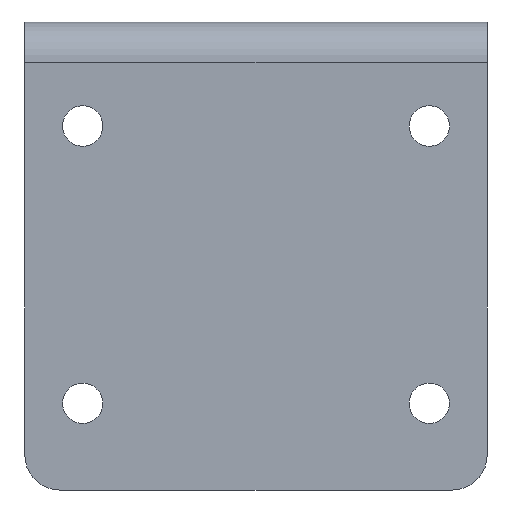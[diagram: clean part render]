
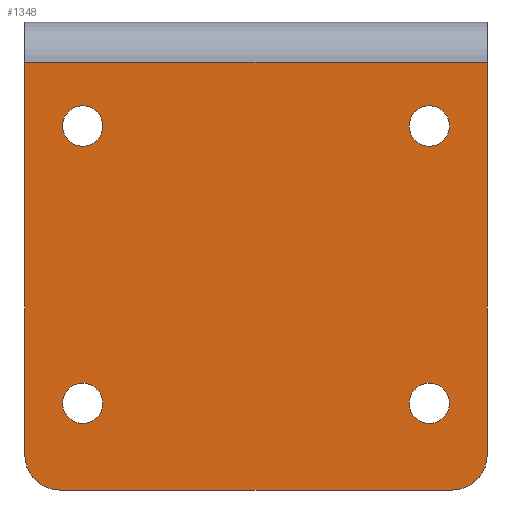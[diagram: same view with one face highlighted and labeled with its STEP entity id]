
A CAD part, front view. The second image highlights one B-rep face of the part: STEP entity #1348.
In plain terms, the highlighted planar face has unit normal (0, -1, 0).
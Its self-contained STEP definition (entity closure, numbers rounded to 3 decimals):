
#8 = VERTEX_POINT ( 'NONE', #836 ) ;
#13 = EDGE_CURVE ( 'NONE', #633, #690, #332, .T. ) ;
#14 = DIRECTION ( 'NONE',  ( 0., -1., 0. ) ) ;
#30 = ORIENTED_EDGE ( 'NONE', *, *, #872, .T. ) ;
#32 = VERTEX_POINT ( 'NONE', #816 ) ;
#38 = EDGE_CURVE ( 'NONE', #638, #168, #534, .T. ) ;
#43 = CIRCLE ( 'NONE', #376, 1.75 ) ;
#44 = DIRECTION ( 'NONE',  ( 0., -1., 0. ) ) ;
#50 = CARTESIAN_POINT ( 'NONE',  ( -17., -2., -20.25 ) ) ;
#61 = DIRECTION ( 'NONE',  ( -1., 0., 0. ) ) ;
#97 = ORIENTED_EDGE ( 'NONE', *, *, #432, .F. ) ;
#99 = EDGE_CURVE ( 'NONE', #370, #32, #916, .T. ) ;
#104 = CIRCLE ( 'NONE', #626, 3. ) ;
#121 = CARTESIAN_POINT ( 'NONE',  ( -15., -2., -12.75 ) ) ;
#122 = ORIENTED_EDGE ( 'NONE', *, *, #38, .F. ) ;
#132 = FACE_OUTER_BOUND ( 'NONE', #558, .T. ) ;
#134 = DIRECTION ( 'NONE',  ( 0., 0., 1. ) ) ;
#168 = VERTEX_POINT ( 'NONE', #1238 ) ;
#179 = CARTESIAN_POINT ( 'NONE',  ( -20., -2., -20.25 ) ) ;
#188 = EDGE_CURVE ( 'NONE', #547, #203, #842, .T. ) ;
#198 = ORIENTED_EDGE ( 'NONE', *, *, #749, .T. ) ;
#203 = VERTEX_POINT ( 'NONE', #1049 ) ;
#234 = LINE ( 'NONE', #801, #978 ) ;
#242 = CARTESIAN_POINT ( 'NONE',  ( -15., -2., 13. ) ) ;
#246 = CARTESIAN_POINT ( 'NONE',  ( 15., -2., 11.25 ) ) ;
#259 = CARTESIAN_POINT ( 'NONE',  ( 15., -2., -12.75 ) ) ;
#264 = CARTESIAN_POINT ( 'NONE',  ( 15., -2., -12.75 ) ) ;
#270 = VECTOR ( 'NONE', #440, 1000. ) ;
#282 = CARTESIAN_POINT ( 'NONE',  ( 15., -2., 11.25 ) ) ;
#299 = VERTEX_POINT ( 'NONE', #317 ) ;
#317 = CARTESIAN_POINT ( 'NONE',  ( -20., -2., -17.25 ) ) ;
#318 = ORIENTED_EDGE ( 'NONE', *, *, #1126, .F. ) ;
#332 = CIRCLE ( 'NONE', #1112, 1.75 ) ;
#340 = DIRECTION ( 'NONE',  ( 0., 1., 0. ) ) ;
#346 = FACE_BOUND ( 'NONE', #1334, .T. ) ;
#351 = FACE_BOUND ( 'NONE', #634, .T. ) ;
#370 = VERTEX_POINT ( 'NONE', #1288 ) ;
#376 = AXIS2_PLACEMENT_3D ( 'NONE', #282, #819, #619 ) ;
#382 = DIRECTION ( 'NONE',  ( 0., 0., 1. ) ) ;
#401 = AXIS2_PLACEMENT_3D ( 'NONE', #707, #488, #382 ) ;
#411 = CARTESIAN_POINT ( 'NONE',  ( 15., -2., 13. ) ) ;
#432 = EDGE_CURVE ( 'NONE', #32, #370, #977, .T. ) ;
#440 = DIRECTION ( 'NONE',  ( 0., 0., 1. ) ) ;
#453 = EDGE_CURVE ( 'NONE', #690, #633, #937, .T. ) ;
#469 = ORIENTED_EDGE ( 'NONE', *, *, #99, .F. ) ;
#473 = DIRECTION ( 'NONE',  ( 0., -1., 0. ) ) ;
#478 = DIRECTION ( 'NONE',  ( 0., 0., -1. ) ) ;
#488 = DIRECTION ( 'NONE',  ( 0., -1., 0. ) ) ;
#494 = DIRECTION ( 'NONE',  ( 0., 0., -1. ) ) ;
#516 = VECTOR ( 'NONE', #61, 1000. ) ;
#520 = CARTESIAN_POINT ( 'NONE',  ( 15., -2., -11. ) ) ;
#528 = VERTEX_POINT ( 'NONE', #1211 ) ;
#534 = CIRCLE ( 'NONE', #688, 1.75 ) ;
#543 = ORIENTED_EDGE ( 'NONE', *, *, #1035, .F. ) ;
#547 = VERTEX_POINT ( 'NONE', #814 ) ;
#548 = LINE ( 'NONE', #1076, #270 ) ;
#556 = DIRECTION ( 'NONE',  ( 0., -1., 0. ) ) ;
#558 = EDGE_LOOP ( 'NONE', ( #1069, #30, #967, #810, #981, #198 ) ) ;
#567 = VERTEX_POINT ( 'NONE', #50 ) ;
#606 = EDGE_CURVE ( 'NONE', #168, #638, #43, .T. ) ;
#615 = CARTESIAN_POINT ( 'NONE',  ( 20., -2., 16.75 ) ) ;
#619 = DIRECTION ( 'NONE',  ( 0., 0., -1. ) ) ;
#626 = AXIS2_PLACEMENT_3D ( 'NONE', #672, #997, #134 ) ;
#633 = VERTEX_POINT ( 'NONE', #520 ) ;
#634 = EDGE_LOOP ( 'NONE', ( #931, #1275 ) ) ;
#638 = VERTEX_POINT ( 'NONE', #411 ) ;
#672 = CARTESIAN_POINT ( 'NONE',  ( 17., -2., -17.25 ) ) ;
#688 = AXIS2_PLACEMENT_3D ( 'NONE', #246, #909, #494 ) ;
#690 = VERTEX_POINT ( 'NONE', #1153 ) ;
#707 = CARTESIAN_POINT ( 'NONE',  ( -15., -2., 11.25 ) ) ;
#715 = AXIS2_PLACEMENT_3D ( 'NONE', #880, #14, #1285 ) ;
#730 = AXIS2_PLACEMENT_3D ( 'NONE', #915, #44, #1340 ) ;
#749 = EDGE_CURVE ( 'NONE', #299, #567, #1247, .T. ) ;
#769 = CARTESIAN_POINT ( 'NONE',  ( 0., -2., 0. ) ) ;
#774 = PLANE ( 'NONE',  #1228 ) ;
#786 = EDGE_LOOP ( 'NONE', ( #823, #122 ) ) ;
#798 = DIRECTION ( 'NONE',  ( 0., 0., -1. ) ) ;
#801 = CARTESIAN_POINT ( 'NONE',  ( 20., -2., -20.25 ) ) ;
#810 = ORIENTED_EDGE ( 'NONE', *, *, #188, .T. ) ;
#814 = CARTESIAN_POINT ( 'NONE',  ( 20., -2., 16.75 ) ) ;
#816 = CARTESIAN_POINT ( 'NONE',  ( -15., -2., -14.5 ) ) ;
#819 = DIRECTION ( 'NONE',  ( 0., -1., 0. ) ) ;
#820 = DIRECTION ( 'NONE',  ( -1., 0., 0. ) ) ;
#823 = ORIENTED_EDGE ( 'NONE', *, *, #606, .F. ) ;
#836 = CARTESIAN_POINT ( 'NONE',  ( -15., -2., 9.5 ) ) ;
#842 = LINE ( 'NONE', #615, #1137 ) ;
#861 = VERTEX_POINT ( 'NONE', #242 ) ;
#872 = EDGE_CURVE ( 'NONE', #528, #1349, #104, .T. ) ;
#880 = CARTESIAN_POINT ( 'NONE',  ( -17., -2., -17.25 ) ) ;
#895 = EDGE_CURVE ( 'NONE', #547, #1349, #234, .T. ) ;
#909 = DIRECTION ( 'NONE',  ( 0., -1., 0. ) ) ;
#915 = CARTESIAN_POINT ( 'NONE',  ( -15., -2., -12.75 ) ) ;
#916 = CIRCLE ( 'NONE', #730, 1.75 ) ;
#931 = ORIENTED_EDGE ( 'NONE', *, *, #453, .F. ) ;
#937 = CIRCLE ( 'NONE', #1180, 1.75 ) ;
#953 = EDGE_LOOP ( 'NONE', ( #97, #469 ) ) ;
#967 = ORIENTED_EDGE ( 'NONE', *, *, #895, .F. ) ;
#976 = DIRECTION ( 'NONE',  ( 0., 0., 1. ) ) ;
#977 = CIRCLE ( 'NONE', #1157, 1.75 ) ;
#978 = VECTOR ( 'NONE', #1104, 1000. ) ;
#981 = ORIENTED_EDGE ( 'NONE', *, *, #1199, .F. ) ;
#997 = DIRECTION ( 'NONE',  ( 0., -1., 0. ) ) ;
#1003 = FACE_BOUND ( 'NONE', #786, .T. ) ;
#1031 = LINE ( 'NONE', #179, #516 ) ;
#1035 = EDGE_CURVE ( 'NONE', #8, #861, #1073, .T. ) ;
#1049 = CARTESIAN_POINT ( 'NONE',  ( -20., -2., 16.75 ) ) ;
#1069 = ORIENTED_EDGE ( 'NONE', *, *, #1114, .F. ) ;
#1073 = CIRCLE ( 'NONE', #401, 1.75 ) ;
#1076 = CARTESIAN_POINT ( 'NONE',  ( -20., -2., -20.25 ) ) ;
#1097 = CARTESIAN_POINT ( 'NONE',  ( 20., -2., -17.25 ) ) ;
#1104 = DIRECTION ( 'NONE',  ( 0., 0., -1. ) ) ;
#1112 = AXIS2_PLACEMENT_3D ( 'NONE', #259, #473, #798 ) ;
#1114 = EDGE_CURVE ( 'NONE', #528, #567, #1031, .T. ) ;
#1122 = DIRECTION ( 'NONE',  ( 0., -1., 0. ) ) ;
#1126 = EDGE_CURVE ( 'NONE', #861, #8, #1141, .T. ) ;
#1137 = VECTOR ( 'NONE', #820, 1000. ) ;
#1140 = DIRECTION ( 'NONE',  ( 0., 0., 1. ) ) ;
#1141 = CIRCLE ( 'NONE', #1318, 1.75 ) ;
#1153 = CARTESIAN_POINT ( 'NONE',  ( 15., -2., -14.5 ) ) ;
#1157 = AXIS2_PLACEMENT_3D ( 'NONE', #121, #556, #976 ) ;
#1180 = AXIS2_PLACEMENT_3D ( 'NONE', #264, #1122, #478 ) ;
#1199 = EDGE_CURVE ( 'NONE', #299, #203, #548, .T. ) ;
#1211 = CARTESIAN_POINT ( 'NONE',  ( 17., -2., -20.25 ) ) ;
#1218 = DIRECTION ( 'NONE',  ( 0., 0., 1. ) ) ;
#1228 = AXIS2_PLACEMENT_3D ( 'NONE', #769, #340, #1218 ) ;
#1230 = CARTESIAN_POINT ( 'NONE',  ( -15., -2., 11.25 ) ) ;
#1238 = CARTESIAN_POINT ( 'NONE',  ( 15., -2., 9.5 ) ) ;
#1247 = CIRCLE ( 'NONE', #715, 3. ) ;
#1275 = ORIENTED_EDGE ( 'NONE', *, *, #13, .F. ) ;
#1285 = DIRECTION ( 'NONE',  ( 0., 0., 1. ) ) ;
#1288 = CARTESIAN_POINT ( 'NONE',  ( -15., -2., -11. ) ) ;
#1305 = FACE_BOUND ( 'NONE', #953, .T. ) ;
#1318 = AXIS2_PLACEMENT_3D ( 'NONE', #1230, #1345, #1140 ) ;
#1334 = EDGE_LOOP ( 'NONE', ( #543, #318 ) ) ;
#1340 = DIRECTION ( 'NONE',  ( 0., 0., 1. ) ) ;
#1345 = DIRECTION ( 'NONE',  ( 0., -1., 0. ) ) ;
#1348 = ADVANCED_FACE ( 'NONE', ( #346, #1305, #351, #1003, #132 ), #774, .F. ) ;
#1349 = VERTEX_POINT ( 'NONE', #1097 ) ;
